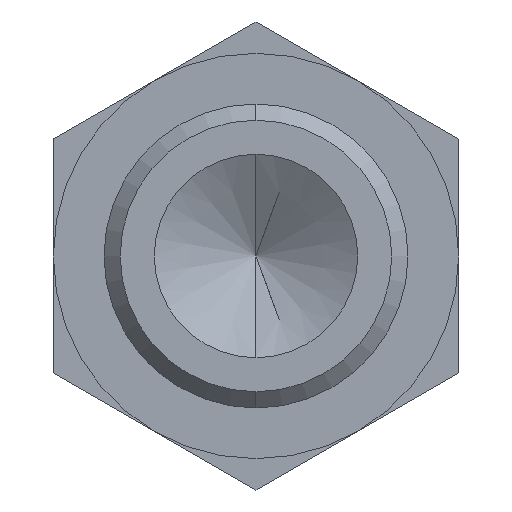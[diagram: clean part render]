
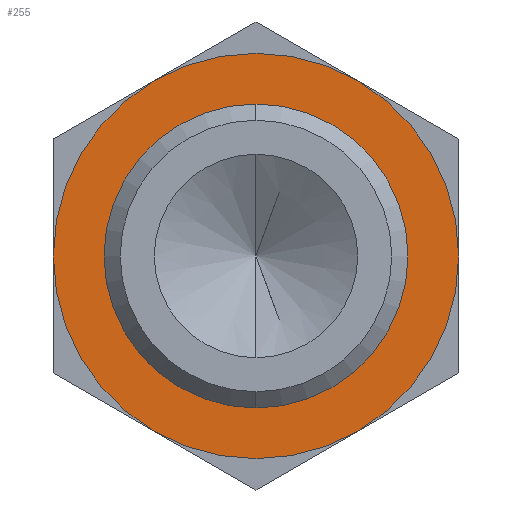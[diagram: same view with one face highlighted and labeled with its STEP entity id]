
A CAD part, left-side view. The second image highlights one B-rep face of the part: STEP entity #255.
In plain terms, the highlighted planar face has unit normal (-1, 0, 0).
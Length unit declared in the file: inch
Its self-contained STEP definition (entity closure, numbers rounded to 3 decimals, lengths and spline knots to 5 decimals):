
#29 = AXIS2_PLACEMENT_3D ( 'NONE', #375, #65, #604 ) ;
#46 = EDGE_LOOP ( 'NONE', ( #410, #332 ) ) ;
#64 = CIRCLE ( 'NONE', #190, 0.1875 ) ;
#65 = DIRECTION ( 'NONE',  ( 1., 0., 0. ) ) ;
#91 = EDGE_CURVE ( 'NONE', #819, #178, #458, .T. ) ;
#94 = FACE_OUTER_BOUND ( 'NONE', #46, .T. ) ;
#132 = DIRECTION ( 'NONE',  ( 1., 0., 0. ) ) ;
#156 = DIRECTION ( 'NONE',  ( 1., 0., 0. ) ) ;
#178 = VERTEX_POINT ( 'NONE', #977 ) ;
#190 = AXIS2_PLACEMENT_3D ( 'NONE', #298, #875, #814 ) ;
#206 = AXIS2_PLACEMENT_3D ( 'NONE', #927, #156, #856 ) ;
#215 = CARTESIAN_POINT ( 'NONE',  ( 0.28, 0., -0.1875 ) ) ;
#217 = CARTESIAN_POINT ( 'NONE',  ( 0.28, 0., 0. ) ) ;
#255 = ADVANCED_FACE ( 'NONE', ( #94, #849 ), #922, .F. ) ;
#296 = AXIS2_PLACEMENT_3D ( 'NONE', #325, #474, #781 ) ;
#298 = CARTESIAN_POINT ( 'NONE',  ( 0.28, 0., 0. ) ) ;
#325 = CARTESIAN_POINT ( 'NONE',  ( 0.28, 0., 0. ) ) ;
#332 = ORIENTED_EDGE ( 'NONE', *, *, #91, .F. ) ;
#344 = EDGE_CURVE ( 'NONE', #961, #414, #707, .T. ) ;
#375 = CARTESIAN_POINT ( 'NONE',  ( 0.28, 0., 0. ) ) ;
#410 = ORIENTED_EDGE ( 'NONE', *, *, #477, .F. ) ;
#414 = VERTEX_POINT ( 'NONE', #215 ) ;
#418 = ORIENTED_EDGE ( 'NONE', *, *, #344, .T. ) ;
#435 = EDGE_CURVE ( 'NONE', #414, #961, #64, .T. ) ;
#458 = CIRCLE ( 'NONE', #550, 0.25 ) ;
#474 = DIRECTION ( 'NONE',  ( 1., 0., 0. ) ) ;
#477 = EDGE_CURVE ( 'NONE', #178, #819, #806, .T. ) ;
#503 = EDGE_LOOP ( 'NONE', ( #418, #757 ) ) ;
#550 = AXIS2_PLACEMENT_3D ( 'NONE', #217, #132, #833 ) ;
#604 = DIRECTION ( 'NONE',  ( 0., 0., -1. ) ) ;
#617 = CARTESIAN_POINT ( 'NONE',  ( 0.28, 0., 0.1875 ) ) ;
#707 = CIRCLE ( 'NONE', #296, 0.1875 ) ;
#757 = ORIENTED_EDGE ( 'NONE', *, *, #435, .T. ) ;
#781 = DIRECTION ( 'NONE',  ( 0., 0., -1. ) ) ;
#806 = CIRCLE ( 'NONE', #29, 0.25 ) ;
#814 = DIRECTION ( 'NONE',  ( 0., 0., -1. ) ) ;
#819 = VERTEX_POINT ( 'NONE', #847 ) ;
#833 = DIRECTION ( 'NONE',  ( 0., 0., -1. ) ) ;
#847 = CARTESIAN_POINT ( 'NONE',  ( 0.28, 0., -0.25 ) ) ;
#849 = FACE_BOUND ( 'NONE', #503, .T. ) ;
#856 = DIRECTION ( 'NONE',  ( 0., 0., -1. ) ) ;
#875 = DIRECTION ( 'NONE',  ( 1., 0., 0. ) ) ;
#922 = PLANE ( 'NONE',  #206 ) ;
#927 = CARTESIAN_POINT ( 'NONE',  ( 0.28, 0., 0. ) ) ;
#961 = VERTEX_POINT ( 'NONE', #617 ) ;
#977 = CARTESIAN_POINT ( 'NONE',  ( 0.28, 0., 0.25 ) ) ;
